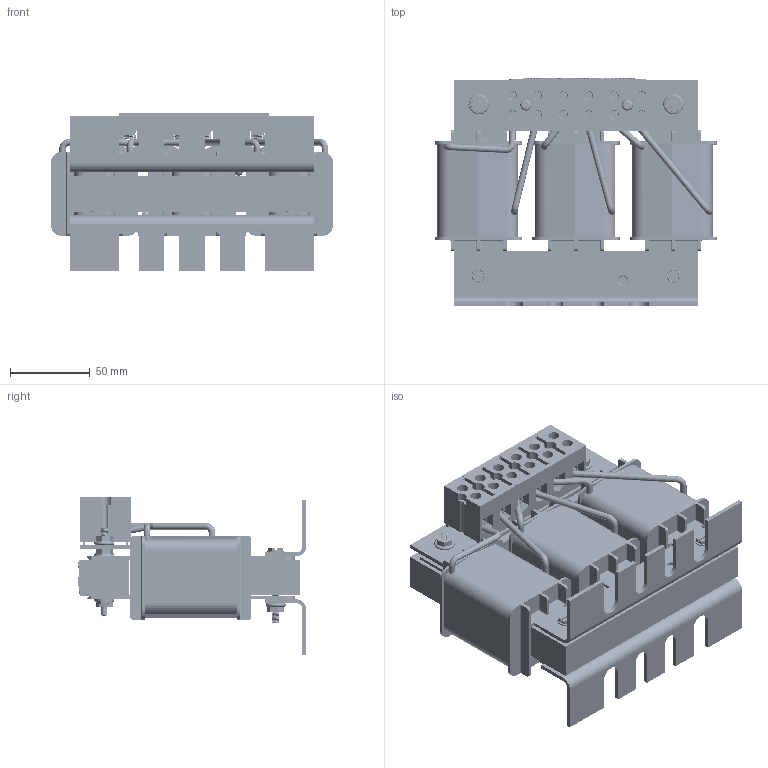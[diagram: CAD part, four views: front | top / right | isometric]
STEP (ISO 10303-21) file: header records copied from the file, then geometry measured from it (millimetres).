
FILE_DESCRIPTION (( 'STEP AP214' ), '1' );
FILE_NAME ('D Frame r1.STEP', '2020-01-20T14:40:52', ( '' ), ( '' ), 'SwSTEP 2.0', 'SolidWorks 2017', '' );
FILE_SCHEMA (( 'AUTOMOTIVE_DESIGN' ));
Length unit declared in the file: inch
Products named in the file (1): D Frame r1
Bounding box: 176.4 x 142.75 x 99.26 mm (x, y, z)
Volume: 667265.1 mm3; surface area: 408932.4 mm2
Topology: 55 solids, 55 shells, 4717 faces, 12855 edges, 8234 vertices
Faces by surface type: cylinder 2371, plane 1597, bspline 274, torus 269, cone 122, sphere 84
Entity records: 189864 total; most frequent: CARTESIAN_POINT 76275, ORIENTED_EDGE 25498, DIRECTION 20868, EDGE_CURVE 12749, VERTEX_POINT 8216, AXIS2_PLACEMENT_3D 7292, VECTOR 6284, LINE 6284
